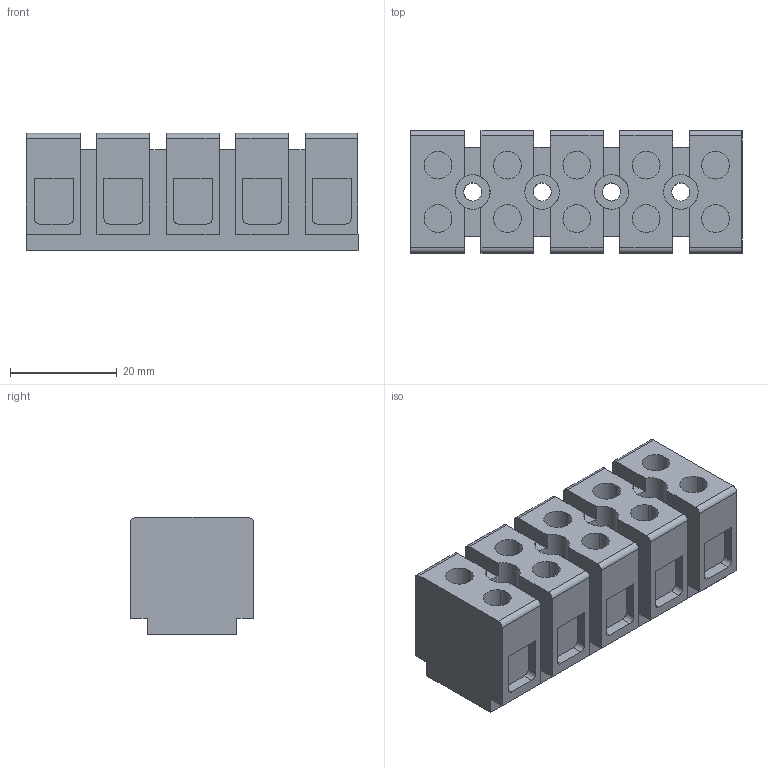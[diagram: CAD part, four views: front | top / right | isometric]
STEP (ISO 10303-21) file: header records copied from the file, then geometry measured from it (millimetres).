
FILE_DESCRIPTION(('CATIA V5 STEP Exchange','CAx-IF Rec.Pracs.--- Model Styling and Organization---1.4--- 2014-01-23'),'2;1');
FILE_NAME ('031592-2_1', '2021-12-08T06:33:32+00:00', ('none'), ('Weidmueller'), 'CATIA Version 5-6 Release 2016 SP3 HF44', 'CATIA V5 STEP AP214', 'none');
FILE_SCHEMA(('AUTOMOTIVE_DESIGN { 1 0 10303 214 1 1 1 1 }'));
Length unit declared in the file: millimetre
Products named in the file (1): 7906250000
Bounding box: 62.2 x 23 x 22 mm (x, y, z)
Volume: 24425.5 mm3; surface area: 10236.9 mm2
Topology: 1 solids, 1 shells, 192 faces, 515 edges, 345 vertices
Faces by surface type: plane 118, cylinder 74
Entity records: 5392 total; most frequent: ORIENTED_EDGE 1030, CARTESIAN_POINT 948, DIRECTION 689, EDGE_CURVE 515, VECTOR 351, LINE 351, VERTEX_POINT 345, AXIS2_PLACEMENT_3D 252
